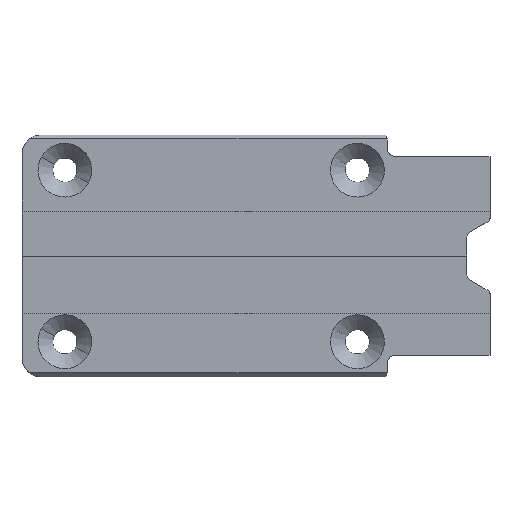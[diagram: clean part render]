
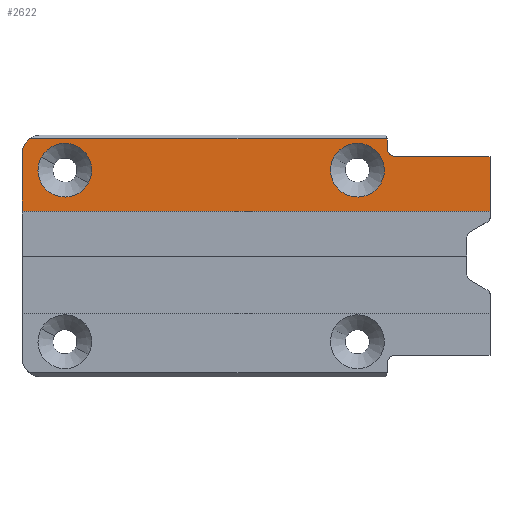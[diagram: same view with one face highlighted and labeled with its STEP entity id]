
A CAD part, top view. The second image highlights one B-rep face of the part: STEP entity #2622.
In plain terms, the highlighted planar face has unit normal (0, 0, 1).
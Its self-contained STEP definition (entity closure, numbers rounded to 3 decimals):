
#747=CARTESIAN_POINT('Line Origine',(49.,11.5,13.5)) ;
#751=CARTESIAN_POINT('Vertex',(-11.,11.5,13.5)) ;
#753=CARTESIAN_POINT('Vertex',(109.,11.5,13.5)) ;
#988=CARTESIAN_POINT('Axis2P3D Location',(0.,22.,13.5)) ;
#992=CARTESIAN_POINT('Vertex',(6.055,18.692,13.5)) ;
#994=CARTESIAN_POINT('Vertex',(-6.055,25.308,13.5)) ;
#1014=CARTESIAN_POINT('Axis2P3D Location',(0.,22.,13.5)) ;
#1043=CARTESIAN_POINT('Axis2P3D Location',(75.,22.,13.5)) ;
#1047=CARTESIAN_POINT('Vertex',(81.055,18.692,13.5)) ;
#1049=CARTESIAN_POINT('Vertex',(68.945,25.308,13.5)) ;
#1069=CARTESIAN_POINT('Axis2P3D Location',(75.,22.,13.5)) ;
#1563=CARTESIAN_POINT('Line Origine',(-11.,18.75,13.5)) ;
#1567=CARTESIAN_POINT('Vertex',(-11.,26.,13.5)) ;
#1591=CARTESIAN_POINT('Axis2P3D Location',(-6.,26.,13.5)) ;
#1595=CARTESIAN_POINT('Vertex',(-9.,30.,13.5)) ;
#1747=CARTESIAN_POINT('Vertex',(82.627,30.,13.5)) ;
#1757=CARTESIAN_POINT('Line Origine',(49.,30.,13.5)) ;
#1773=CARTESIAN_POINT('Vertex',(109.,25.5,13.5)) ;
#1778=CARTESIAN_POINT('Line Origine',(109.,18.5,13.5)) ;
#2423=CARTESIAN_POINT('Axis2P3D Location',(0.,0.,13.5)) ;
#2577=CARTESIAN_POINT('Control Point',(82.627,27.5,13.5)) ;
#2578=CARTESIAN_POINT('Control Point',(82.627,27.31,13.5)) ;
#2579=CARTESIAN_POINT('Control Point',(82.651,27.12,13.5)) ;
#2580=CARTESIAN_POINT('Control Point',(82.701,26.934,13.5)) ;
#2581=CARTESIAN_POINT('Control Point',(82.847,26.573,13.5)) ;
#2582=CARTESIAN_POINT('Control Point',(83.076,26.26,13.5)) ;
#2583=CARTESIAN_POINT('Control Point',(83.211,26.116,13.5)) ;
#2584=CARTESIAN_POINT('Control Point',(83.57,25.814,13.5)) ;
#2585=CARTESIAN_POINT('Control Point',(83.997,25.616,13.5)) ;
#2586=CARTESIAN_POINT('Control Point',(84.26,25.539,13.5)) ;
#2587=CARTESIAN_POINT('Control Point',(84.53,25.5,13.5)) ;
#2588=CARTESIAN_POINT('Control Point',(84.8,25.5,13.5)) ;
#2589=CARTESIAN_POINT('Vertex',(84.8,25.5,13.5)) ;
#2591=CARTESIAN_POINT('Vertex',(82.627,27.5,13.5)) ;
#2594=CARTESIAN_POINT('Line Origine',(82.627,28.75,13.5)) ;
#2599=CARTESIAN_POINT('Line Origine',(96.9,25.5,13.5)) ;
#748=DIRECTION('Vector Direction',(1.,0.,0.)) ;
#989=DIRECTION('Axis2P3D Direction',(0.,0.,1.)) ;
#1015=DIRECTION('Axis2P3D Direction',(0.,0.,1.)) ;
#1044=DIRECTION('Axis2P3D Direction',(0.,0.,1.)) ;
#1070=DIRECTION('Axis2P3D Direction',(0.,0.,1.)) ;
#1564=DIRECTION('Vector Direction',(0.,1.,0.)) ;
#1592=DIRECTION('Axis2P3D Direction',(0.,0.,1.)) ;
#1758=DIRECTION('Vector Direction',(1.,0.,0.)) ;
#1779=DIRECTION('Vector Direction',(0.,-1.,0.)) ;
#2424=DIRECTION('Axis2P3D Direction',(0.,0.,1.)) ;
#2425=DIRECTION('Axis2P3D XDirection',(1.,0.,0.)) ;
#2595=DIRECTION('Vector Direction',(0.,-1.,0.)) ;
#2600=DIRECTION('Vector Direction',(-1.,0.,0.)) ;
#990=AXIS2_PLACEMENT_3D('Circle Axis2P3D',#988,#989,$) ;
#1016=AXIS2_PLACEMENT_3D('Circle Axis2P3D',#1014,#1015,$) ;
#1045=AXIS2_PLACEMENT_3D('Circle Axis2P3D',#1043,#1044,$) ;
#1071=AXIS2_PLACEMENT_3D('Circle Axis2P3D',#1069,#1070,$) ;
#1593=AXIS2_PLACEMENT_3D('Circle Axis2P3D',#1591,#1592,$) ;
#2426=AXIS2_PLACEMENT_3D('Plane Axis2P3D',#2423,#2424,#2425) ;
#2605=ORIENTED_EDGE('',*,*,#2593,.T.) ;
#2606=ORIENTED_EDGE('',*,*,#2598,.F.) ;
#2607=ORIENTED_EDGE('',*,*,#1761,.T.) ;
#2608=ORIENTED_EDGE('',*,*,#1597,.F.) ;
#2609=ORIENTED_EDGE('',*,*,#1569,.T.) ;
#2610=ORIENTED_EDGE('',*,*,#755,.T.) ;
#2611=ORIENTED_EDGE('',*,*,#1782,.T.) ;
#2612=ORIENTED_EDGE('',*,*,#2603,.F.) ;
#2615=ORIENTED_EDGE('',*,*,#1073,.F.) ;
#2616=ORIENTED_EDGE('',*,*,#1051,.F.) ;
#2619=ORIENTED_EDGE('',*,*,#1018,.F.) ;
#2620=ORIENTED_EDGE('',*,*,#996,.F.) ;
#2617=FACE_BOUND('',#2614,.T.) ;
#2621=FACE_BOUND('',#2618,.T.) ;
#749=VECTOR('Line Direction',#748,1.) ;
#1565=VECTOR('Line Direction',#1564,1.) ;
#1759=VECTOR('Line Direction',#1758,1.) ;
#1780=VECTOR('Line Direction',#1779,1.) ;
#2596=VECTOR('Line Direction',#2595,1.) ;
#2601=VECTOR('Line Direction',#2600,1.) ;
#2622=ADVANCED_FACE('Corps principal',(#2613,#2617,#2621),#2427,.T.) ;
#2576=B_SPLINE_CURVE_WITH_KNOTS('',5,(#2577,#2578,#2579,#2580,#2581,#2582,#2583,#2584,#2585,#2586,#2587,#2588),.UNSPECIFIED.,.F.,.U.,(6,3,3,6),(0.,1.345,2.728,4.636),.UNSPECIFIED.) ;
#991=CIRCLE('generated circle',#990,6.9) ;
#1017=CIRCLE('generated circle',#1016,6.9) ;
#1046=CIRCLE('generated circle',#1045,6.9) ;
#1072=CIRCLE('generated circle',#1071,6.9) ;
#1594=CIRCLE('generated circle',#1593,5.) ;
#755=EDGE_CURVE('',#752,#754,#750,.T.) ;
#996=EDGE_CURVE('',#993,#995,#991,.T.) ;
#1018=EDGE_CURVE('',#995,#993,#1017,.T.) ;
#1051=EDGE_CURVE('',#1048,#1050,#1046,.T.) ;
#1073=EDGE_CURVE('',#1050,#1048,#1072,.T.) ;
#1569=EDGE_CURVE('',#1568,#752,#1566,.F.) ;
#1597=EDGE_CURVE('',#1568,#1596,#1594,.F.) ;
#1761=EDGE_CURVE('',#1748,#1596,#1760,.F.) ;
#1782=EDGE_CURVE('',#754,#1774,#1781,.F.) ;
#2593=EDGE_CURVE('',#2590,#2592,#2576,.F.) ;
#2598=EDGE_CURVE('',#1748,#2592,#2597,.T.) ;
#2603=EDGE_CURVE('',#2590,#1774,#2602,.F.) ;
#2604=EDGE_LOOP('',(#2605,#2606,#2607,#2608,#2609,#2610,#2611,#2612)) ;
#2614=EDGE_LOOP('',(#2615,#2616)) ;
#2618=EDGE_LOOP('',(#2619,#2620)) ;
#2613=FACE_OUTER_BOUND('',#2604,.T.) ;
#750=LINE('Line',#747,#749) ;
#1566=LINE('Line',#1563,#1565) ;
#1760=LINE('Line',#1757,#1759) ;
#1781=LINE('Line',#1778,#1780) ;
#2597=LINE('Line',#2594,#2596) ;
#2602=LINE('Line',#2599,#2601) ;
#2427=PLANE('',#2426) ;
#752=VERTEX_POINT('',#751) ;
#754=VERTEX_POINT('',#753) ;
#993=VERTEX_POINT('',#992) ;
#995=VERTEX_POINT('',#994) ;
#1048=VERTEX_POINT('',#1047) ;
#1050=VERTEX_POINT('',#1049) ;
#1568=VERTEX_POINT('',#1567) ;
#1596=VERTEX_POINT('',#1595) ;
#1748=VERTEX_POINT('',#1747) ;
#1774=VERTEX_POINT('',#1773) ;
#2590=VERTEX_POINT('',#2589) ;
#2592=VERTEX_POINT('',#2591) ;
